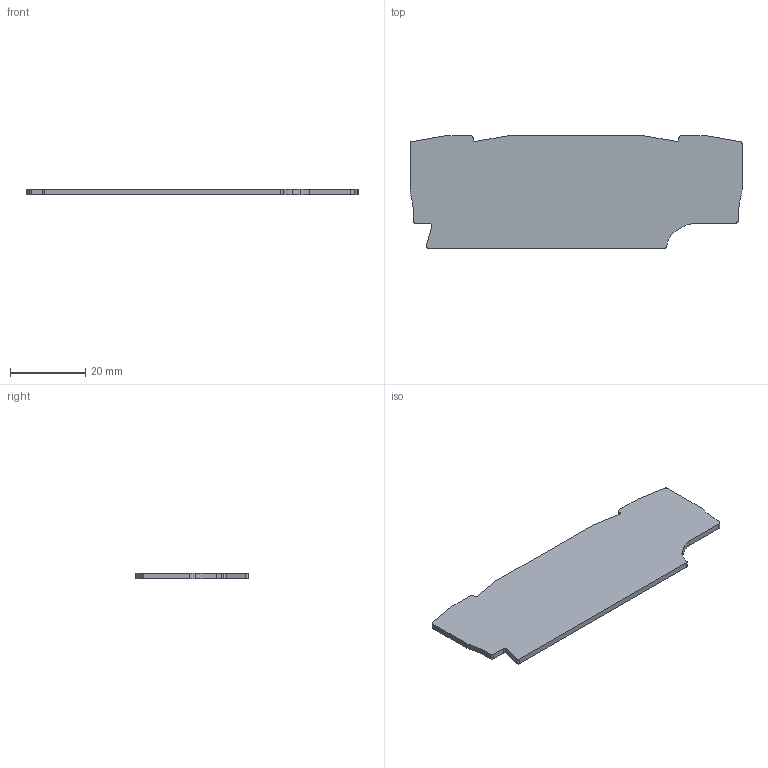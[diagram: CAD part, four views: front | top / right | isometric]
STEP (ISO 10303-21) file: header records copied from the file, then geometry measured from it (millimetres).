
FILE_DESCRIPTION((''),'2;1');
FILE_NAME('ASM0001_ASM','2024-01-17T08:41:50',('klemen.sitar'),('Audax d.o.o.'),'CREO PARAMETRIC BY PTC INC, 2021304','CREO PARAMETRIC BY PTC INC, 2021304','');
FILE_SCHEMA(('AP242_MANAGED_MODEL_BASED_3D_ENGINEERING_MIM_LF { 1 0 10303 442 1 1 4 }'));
Length unit declared in the file: millimetre
Products named in the file (2): EFC_4_2_2_PT; ASM0001_ASM
Assembly tree (1 placements, depth 2):
  ASM0001_ASM
    EFC_4_2_2_PT
Bounding box: 88.4 x 29.9 x 1.5 mm (x, y, z)
Volume: 3673.2 mm3; surface area: 5244.1 mm2
Topology: 1 solids, 1 shells, 37 faces, 111 edges, 76 vertices
Faces by surface type: plane 20, cylinder 17
Entity records: 2049 total; most frequent: CARTESIAN_POINT 231, DIRECTION 231, ORIENTED_EDGE 222, PRESENTATION_STYLE_ASSIGNMENT 149, STYLED_ITEM 149, CURVE_STYLE 111, EDGE_CURVE 111, AXIS2_PLACEMENT_3D 80
